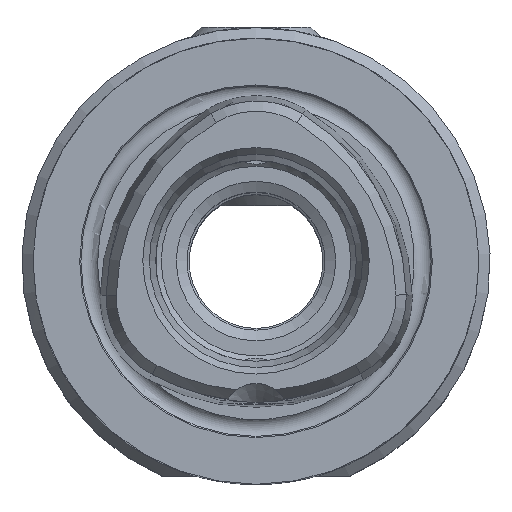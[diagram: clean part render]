
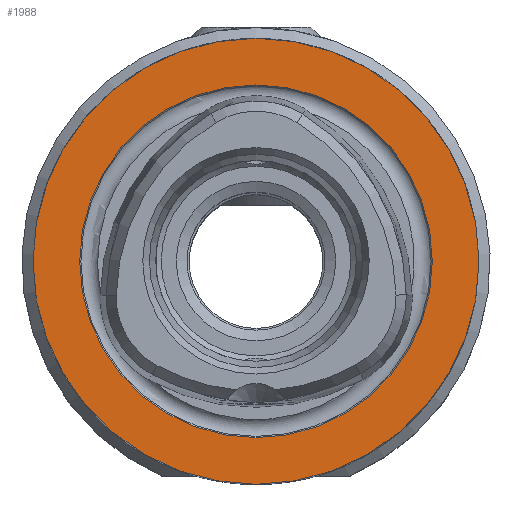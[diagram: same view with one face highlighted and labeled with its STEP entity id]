
A CAD part, top view. The second image highlights one B-rep face of the part: STEP entity #1988.
In plain terms, the highlighted planar face has unit normal (0, 0, 1).
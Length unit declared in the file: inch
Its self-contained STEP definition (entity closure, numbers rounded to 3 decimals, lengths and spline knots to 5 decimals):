
#83=FACE_BOUND('',#344,.T.);
#117=PLANE('',#2243);
#223=FACE_OUTER_BOUND('',#343,.T.);
#343=EDGE_LOOP('',(#1737));
#344=EDGE_LOOP('',(#1738));
#658=CIRCLE('',#2149,0.7874);
#697=CIRCLE('',#2239,0.62261);
#826=VERTEX_POINT('',#3654);
#889=VERTEX_POINT('',#4014);
#1073=EDGE_CURVE('',#826,#826,#658,.T.);
#1173=EDGE_CURVE('',#889,#889,#697,.T.);
#1737=ORIENTED_EDGE('',*,*,#1073,.T.);
#1738=ORIENTED_EDGE('',*,*,#1173,.T.);
#1988=ADVANCED_FACE('',(#223,#83),#117,.T.);
#2149=AXIS2_PLACEMENT_3D('',#3656,#2571,#2572);
#2239=AXIS2_PLACEMENT_3D('',#4016,#2790,#2791);
#2243=AXIS2_PLACEMENT_3D('',#4020,#2798,#2799);
#2571=DIRECTION('center_axis',(0.,0.,
1.));
#2572=DIRECTION('ref_axis',(1.,0.,0.));
#2790=DIRECTION('center_axis',(0.,0.,
-1.));
#2791=DIRECTION('ref_axis',(0.,1.,0.));
#2798=DIRECTION('center_axis',(0.,0.,
1.));
#2799=DIRECTION('ref_axis',(1.,0.,0.));
#3654=CARTESIAN_POINT('',(-1.15108,-0.10094,0.72466));
#3656=CARTESIAN_POINT('Origin',(-0.36368,-0.10094,0.72466));
#4014=CARTESIAN_POINT('',(-0.36368,-0.72354,0.72466));
#4016=CARTESIAN_POINT('Origin',(-0.36368,-0.10094,0.72466));
#4020=CARTESIAN_POINT('Origin',(-0.36368,-0.10094,0.72466));
